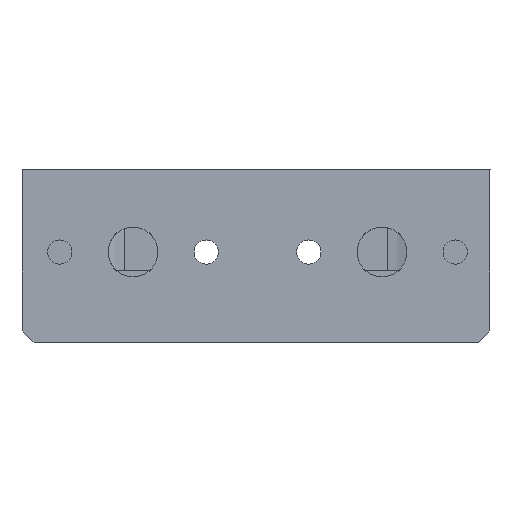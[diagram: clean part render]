
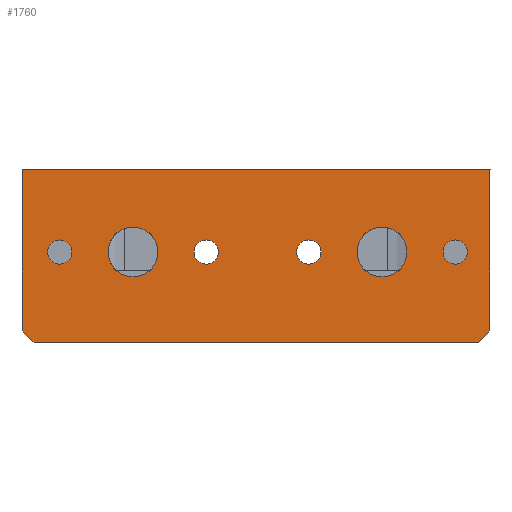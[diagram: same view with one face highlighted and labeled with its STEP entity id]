
A CAD part, left-side view. The second image highlights one B-rep face of the part: STEP entity #1760.
In plain terms, the highlighted planar face has unit normal (-1, 0, 0).
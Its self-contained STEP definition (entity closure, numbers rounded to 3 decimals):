
#29=FACE_BOUND('',#418,.T.);
#30=FACE_BOUND('',#419,.T.);
#31=FACE_BOUND('',#420,.T.);
#32=FACE_BOUND('',#421,.T.);
#33=FACE_BOUND('',#422,.T.);
#34=FACE_BOUND('',#423,.T.);
#152=CIRCLE('',#1904,1.007);
#153=CIRCLE('',#1905,1.007);
#155=CIRCLE('',#1908,1.007);
#156=CIRCLE('',#1909,1.007);
#158=CIRCLE('',#1912,1.007);
#159=CIRCLE('',#1913,1.007);
#162=CIRCLE('',#1918,1.007);
#163=CIRCLE('',#1919,1.007);
#195=CIRCLE('',#1969,2.075);
#196=CIRCLE('',#1970,2.075);
#200=CIRCLE('',#1976,2.075);
#201=CIRCLE('',#1977,2.075);
#312=FACE_OUTER_BOUND('',#417,.T.);
#417=EDGE_LOOP('',(#1550,#1551,#1552,#1553,#1554,#1555,#1556,#1557));
#418=EDGE_LOOP('',(#1558,#1559));
#419=EDGE_LOOP('',(#1560,#1561));
#420=EDGE_LOOP('',(#1562,#1563));
#421=EDGE_LOOP('',(#1564,#1565));
#422=EDGE_LOOP('',(#1566,#1567));
#423=EDGE_LOOP('',(#1568,#1569));
#464=LINE('',#2659,#584);
#472=LINE('',#2683,#592);
#475=LINE('',#2687,#595);
#547=LINE('',#3121,#667);
#549=LINE('',#3127,#669);
#552=LINE('',#3133,#672);
#555=LINE('',#3140,#675);
#556=LINE('',#3142,#676);
#584=VECTOR('',#2085,10.);
#592=VECTOR('',#2109,10.);
#595=VECTOR('',#2114,10.);
#667=VECTOR('',#2550,10.);
#669=VECTOR('',#2554,10.);
#672=VECTOR('',#2561,10.);
#675=VECTOR('',#2572,10.);
#676=VECTOR('',#2575,10.);
#702=VERTEX_POINT('',#2657);
#703=VERTEX_POINT('',#2658);
#710=VERTEX_POINT('',#2681);
#711=VERTEX_POINT('',#2682);
#780=VERTEX_POINT('',#2885);
#781=VERTEX_POINT('',#2886);
#783=VERTEX_POINT('',#2893);
#784=VERTEX_POINT('',#2894);
#786=VERTEX_POINT('',#2901);
#787=VERTEX_POINT('',#2902);
#790=VERTEX_POINT('',#2912);
#791=VERTEX_POINT('',#2913);
#823=VERTEX_POINT('',#3006);
#824=VERTEX_POINT('',#3007);
#831=VERTEX_POINT('',#3041);
#832=VERTEX_POINT('',#3042);
#850=VERTEX_POINT('',#3115);
#852=VERTEX_POINT('',#3119);
#853=VERTEX_POINT('',#3123);
#855=VERTEX_POINT('',#3126);
#894=EDGE_CURVE('',#702,#703,#464,.T.);
#906=EDGE_CURVE('',#710,#711,#472,.T.);
#909=EDGE_CURVE('',#711,#702,#475,.T.);
#1000=EDGE_CURVE('',#780,#781,#152,.T.);
#1001=EDGE_CURVE('',#781,#780,#153,.T.);
#1004=EDGE_CURVE('',#783,#784,#155,.T.);
#1005=EDGE_CURVE('',#784,#783,#156,.T.);
#1008=EDGE_CURVE('',#786,#787,#158,.T.);
#1009=EDGE_CURVE('',#787,#786,#159,.T.);
#1013=EDGE_CURVE('',#790,#791,#162,.T.);
#1014=EDGE_CURVE('',#791,#790,#163,.T.);
#1056=EDGE_CURVE('',#823,#824,#195,.T.);
#1057=EDGE_CURVE('',#824,#823,#196,.T.);
#1066=EDGE_CURVE('',#831,#832,#200,.T.);
#1067=EDGE_CURVE('',#832,#831,#201,.T.);
#1099=EDGE_CURVE('',#850,#852,#547,.T.);
#1101=EDGE_CURVE('',#853,#855,#549,.T.);
#1105=EDGE_CURVE('',#855,#852,#552,.T.);
#1109=EDGE_CURVE('',#853,#703,#555,.T.);
#1110=EDGE_CURVE('',#850,#710,#556,.T.);
#1550=ORIENTED_EDGE('',*,*,#894,.F.);
#1551=ORIENTED_EDGE('',*,*,#909,.F.);
#1552=ORIENTED_EDGE('',*,*,#906,.F.);
#1553=ORIENTED_EDGE('',*,*,#1110,.F.);
#1554=ORIENTED_EDGE('',*,*,#1099,.T.);
#1555=ORIENTED_EDGE('',*,*,#1105,.F.);
#1556=ORIENTED_EDGE('',*,*,#1101,.F.);
#1557=ORIENTED_EDGE('',*,*,#1109,.T.);
#1558=ORIENTED_EDGE('',*,*,#1000,.T.);
#1559=ORIENTED_EDGE('',*,*,#1001,.T.);
#1560=ORIENTED_EDGE('',*,*,#1004,.T.);
#1561=ORIENTED_EDGE('',*,*,#1005,.T.);
#1562=ORIENTED_EDGE('',*,*,#1008,.T.);
#1563=ORIENTED_EDGE('',*,*,#1009,.T.);
#1564=ORIENTED_EDGE('',*,*,#1013,.T.);
#1565=ORIENTED_EDGE('',*,*,#1014,.T.);
#1566=ORIENTED_EDGE('',*,*,#1056,.T.);
#1567=ORIENTED_EDGE('',*,*,#1057,.T.);
#1568=ORIENTED_EDGE('',*,*,#1066,.T.);
#1569=ORIENTED_EDGE('',*,*,#1067,.T.);
#1666=PLANE('',#2005);
#1760=ADVANCED_FACE('',(#312,#29,#30,#31,#32,#33,#34),#1666,.T.);
#1904=AXIS2_PLACEMENT_3D('',#2887,#2326,#2327);
#1905=AXIS2_PLACEMENT_3D('',#2888,#2328,#2329);
#1908=AXIS2_PLACEMENT_3D('',#2895,#2335,#2336);
#1909=AXIS2_PLACEMENT_3D('',#2896,#2337,#2338);
#1912=AXIS2_PLACEMENT_3D('',#2903,#2344,#2345);
#1913=AXIS2_PLACEMENT_3D('',#2904,#2346,#2347);
#1918=AXIS2_PLACEMENT_3D('',#2914,#2357,#2358);
#1919=AXIS2_PLACEMENT_3D('',#2915,#2359,#2360);
#1969=AXIS2_PLACEMENT_3D('',#3008,#2469,#2470);
#1970=AXIS2_PLACEMENT_3D('',#3009,#2471,#2472);
#1976=AXIS2_PLACEMENT_3D('',#3043,#2487,#2488);
#1977=AXIS2_PLACEMENT_3D('',#3044,#2489,#2490);
#2005=AXIS2_PLACEMENT_3D('',#3141,#2573,#2574);
#2085=DIRECTION('',(0.,0.707,0.707));
#2109=DIRECTION('',(0.,0.707,-0.707));
#2114=DIRECTION('',(0.,1.,0.));
#2326=DIRECTION('center_axis',(1.,0.,0.));
#2327=DIRECTION('ref_axis',(0.,0.,1.));
#2328=DIRECTION('center_axis',(1.,0.,0.));
#2329=DIRECTION('ref_axis',(0.,0.,1.));
#2335=DIRECTION('center_axis',(1.,0.,0.));
#2336=DIRECTION('ref_axis',(0.,0.,1.));
#2337=DIRECTION('center_axis',(1.,0.,0.));
#2338=DIRECTION('ref_axis',(0.,0.,1.));
#2344=DIRECTION('center_axis',(1.,0.,0.));
#2345=DIRECTION('ref_axis',(0.,0.,1.));
#2346=DIRECTION('center_axis',(1.,0.,0.));
#2347=DIRECTION('ref_axis',(0.,0.,1.));
#2357=DIRECTION('center_axis',(1.,0.,0.));
#2358=DIRECTION('ref_axis',(0.,0.,1.));
#2359=DIRECTION('center_axis',(1.,0.,0.));
#2360=DIRECTION('ref_axis',(0.,0.,1.));
#2469=DIRECTION('center_axis',(1.,0.,0.));
#2470=DIRECTION('ref_axis',(0.,0.,1.));
#2471=DIRECTION('center_axis',(1.,0.,0.));
#2472=DIRECTION('ref_axis',(0.,0.,1.));
#2487=DIRECTION('center_axis',(1.,0.,0.));
#2488=DIRECTION('ref_axis',(0.,0.,1.));
#2489=DIRECTION('center_axis',(1.,0.,0.));
#2490=DIRECTION('ref_axis',(0.,0.,1.));
#2550=DIRECTION('',(0.,0.,1.));
#2554=DIRECTION('',(0.,0.,1.));
#2561=DIRECTION('',(0.,-1.,0.));
#2572=DIRECTION('',(0.,0.,-1.));
#2573=DIRECTION('center_axis',(-1.,0.,0.));
#2574=DIRECTION('ref_axis',(0.,1.,0.));
#2575=DIRECTION('',(0.,0.,-1.));
#2657=CARTESIAN_POINT('',(-4.5,33.5,-6.79));
#2658=CARTESIAN_POINT('',(-4.5,34.5,-5.79));
#2659=CARTESIAN_POINT('',(-4.5,25.75,-14.54));
#2681=CARTESIAN_POINT('',(-4.5,-4.5,-5.79));
#2682=CARTESIAN_POINT('',(-4.5,-3.5,-6.79));
#2683=CARTESIAN_POINT('',(-4.5,-5.5,-4.79));
#2687=CARTESIAN_POINT('',(-4.5,-4.5,-6.79));
#2885=CARTESIAN_POINT('',(-4.5,10.6,1.797));
#2886=CARTESIAN_POINT('',(-4.5,10.6,-0.216));
#2887=CARTESIAN_POINT('Origin',(-4.5,10.6,0.791));
#2888=CARTESIAN_POINT('Origin',(-4.5,10.6,0.791));
#2893=CARTESIAN_POINT('',(-4.5,19.15,1.797));
#2894=CARTESIAN_POINT('',(-4.5,19.15,-0.216));
#2895=CARTESIAN_POINT('Origin',(-4.5,19.15,0.791));
#2896=CARTESIAN_POINT('Origin',(-4.5,19.15,0.791));
#2901=CARTESIAN_POINT('',(-4.5,31.35,1.797));
#2902=CARTESIAN_POINT('',(-4.5,31.35,-0.216));
#2903=CARTESIAN_POINT('Origin',(-4.5,31.35,0.791));
#2904=CARTESIAN_POINT('Origin',(-4.5,31.35,0.791));
#2912=CARTESIAN_POINT('',(-4.5,-1.6,1.797));
#2913=CARTESIAN_POINT('',(-4.5,-1.6,-0.216));
#2914=CARTESIAN_POINT('Origin',(-4.5,-1.6,0.791));
#2915=CARTESIAN_POINT('Origin',(-4.5,-1.6,0.791));
#3006=CARTESIAN_POINT('',(-4.5,4.5,2.866));
#3007=CARTESIAN_POINT('',(-4.5,4.5,-1.284));
#3008=CARTESIAN_POINT('Origin',(-4.5,4.5,0.791));
#3009=CARTESIAN_POINT('Origin',(-4.5,4.5,0.791));
#3041=CARTESIAN_POINT('',(-4.5,25.25,2.866));
#3042=CARTESIAN_POINT('',(-4.5,25.25,-1.284));
#3043=CARTESIAN_POINT('Origin',(-4.5,25.25,0.791));
#3044=CARTESIAN_POINT('Origin',(-4.5,25.25,0.791));
#3115=CARTESIAN_POINT('',(-4.5,-4.5,-0.79));
#3119=CARTESIAN_POINT('',(-4.5,-4.5,7.71));
#3121=CARTESIAN_POINT('',(-4.5,-4.5,-0.79));
#3123=CARTESIAN_POINT('',(-4.5,34.5,-0.79));
#3126=CARTESIAN_POINT('',(-4.5,34.5,7.71));
#3127=CARTESIAN_POINT('',(-4.5,34.5,-0.79));
#3133=CARTESIAN_POINT('',(-4.5,34.5,7.71));
#3140=CARTESIAN_POINT('',(-4.5,34.5,-0.79));
#3141=CARTESIAN_POINT('Origin',(-4.5,-4.5,-0.79));
#3142=CARTESIAN_POINT('',(-4.5,-4.5,-0.79));
